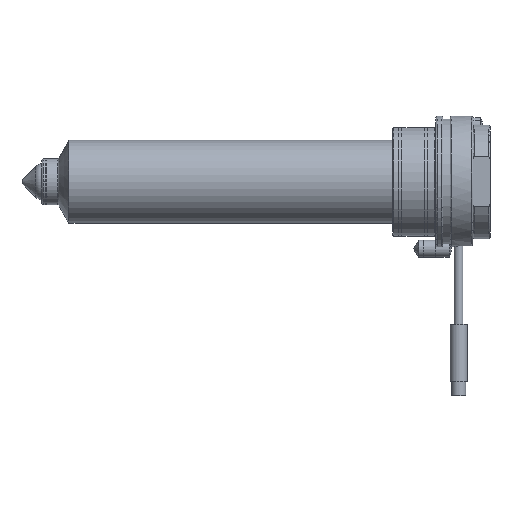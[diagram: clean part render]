
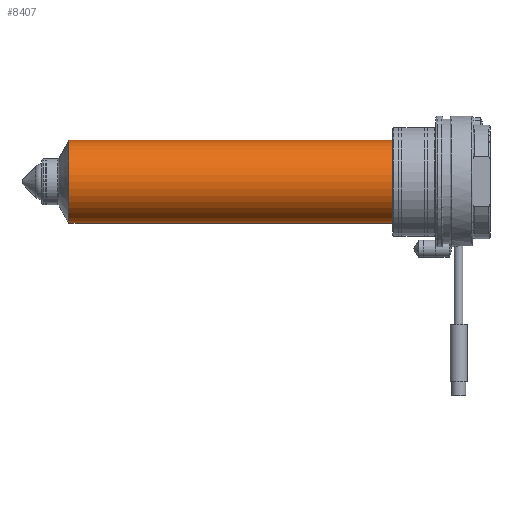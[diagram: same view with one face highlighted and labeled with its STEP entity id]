
A CAD part, top view. The second image highlights one B-rep face of the part: STEP entity #8407.
In plain terms, the highlighted cylindrical face has radius 14.5 mm (diameter 29 mm), a partial arc.
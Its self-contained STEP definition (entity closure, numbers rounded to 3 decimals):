
#459 = DIRECTION ( 'NONE',  ( 0., 0., -1. ) ) ;
#965 = VERTEX_POINT ( 'NONE', #3701 ) ;
#1245 = CYLINDRICAL_SURFACE ( 'NONE', #13018, 14.5 ) ;
#1840 = ORIENTED_EDGE ( 'NONE', *, *, #6800, .T. ) ;
#2340 = CARTESIAN_POINT ( 'NONE',  ( 0., 0., 0. ) ) ;
#2797 = FACE_OUTER_BOUND ( 'NONE', #5828, .T. ) ;
#3441 = EDGE_CURVE ( 'NONE', #13437, #965, #10449, .T. ) ;
#3701 = CARTESIAN_POINT ( 'NONE',  ( 14.5, 0., -130. ) ) ;
#3743 = ORIENTED_EDGE ( 'NONE', *, *, #7725, .F. ) ;
#3938 = VERTEX_POINT ( 'NONE', #14729 ) ;
#3989 = DIRECTION ( 'NONE',  ( 0., 0., -1. ) ) ;
#4044 = DIRECTION ( 'NONE',  ( -1., 0., 0. ) ) ;
#4311 = LINE ( 'NONE', #6700, #14410 ) ;
#4663 = ORIENTED_EDGE ( 'NONE', *, *, #11523, .T. ) ;
#4768 = DIRECTION ( 'NONE',  ( -1., 0., 0. ) ) ;
#5828 = EDGE_LOOP ( 'NONE', ( #1840, #4663, #15254, #3743 ) ) ;
#6475 = DIRECTION ( 'NONE',  ( 0., 0., -1. ) ) ;
#6700 = CARTESIAN_POINT ( 'NONE',  ( -14.5, 0., 0. ) ) ;
#6781 = CIRCLE ( 'NONE', #14245, 14.5 ) ;
#6790 = LINE ( 'NONE', #13782, #9068 ) ;
#6800 = EDGE_CURVE ( 'NONE', #3938, #13592, #6781, .T. ) ;
#7725 = EDGE_CURVE ( 'NONE', #3938, #13437, #4311, .T. ) ;
#7731 = CARTESIAN_POINT ( 'NONE',  ( 0., 0., -130. ) ) ;
#7860 = DIRECTION ( 'NONE',  ( 0., 0., -1. ) ) ;
#8407 = ADVANCED_FACE ( 'NONE', ( #2797 ), #1245, .T. ) ;
#9068 = VECTOR ( 'NONE', #3989, 1000. ) ;
#10449 = CIRCLE ( 'NONE', #13264, 14.5 ) ;
#11523 = EDGE_CURVE ( 'NONE', #13592, #965, #6790, .T. ) ;
#11961 = DIRECTION ( 'NONE',  ( 0., 0., -1. ) ) ;
#13018 = AXIS2_PLACEMENT_3D ( 'NONE', #2340, #11961, #4768 ) ;
#13264 = AXIS2_PLACEMENT_3D ( 'NONE', #7731, #459, #13734 ) ;
#13437 = VERTEX_POINT ( 'NONE', #15459 ) ;
#13592 = VERTEX_POINT ( 'NONE', #15661 ) ;
#13734 = DIRECTION ( 'NONE',  ( -1., 0., 0. ) ) ;
#13782 = CARTESIAN_POINT ( 'NONE',  ( 14.5, 0., 0. ) ) ;
#14245 = AXIS2_PLACEMENT_3D ( 'NONE', #14975, #6475, #4044 ) ;
#14410 = VECTOR ( 'NONE', #7860, 1000. ) ;
#14729 = CARTESIAN_POINT ( 'NONE',  ( -14.5, 0., -16.464 ) ) ;
#14975 = CARTESIAN_POINT ( 'NONE',  ( 0., 0., -16.464 ) ) ;
#15254 = ORIENTED_EDGE ( 'NONE', *, *, #3441, .F. ) ;
#15459 = CARTESIAN_POINT ( 'NONE',  ( -14.5, 0., -130. ) ) ;
#15661 = CARTESIAN_POINT ( 'NONE',  ( 14.5, 0., -16.464 ) ) ;
